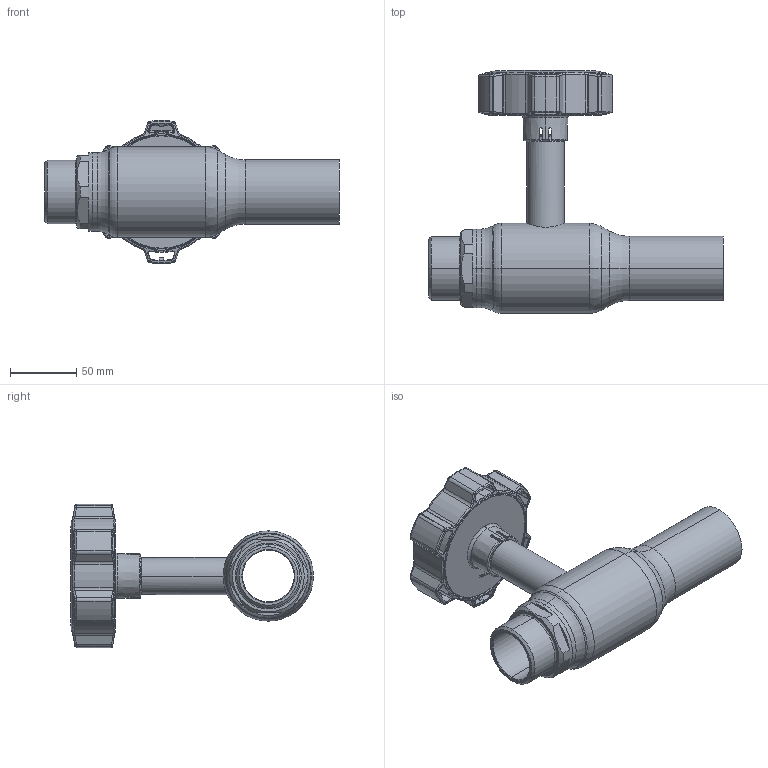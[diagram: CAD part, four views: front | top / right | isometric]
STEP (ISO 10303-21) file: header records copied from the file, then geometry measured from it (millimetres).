
FILE_DESCRIPTION (( 'STEP AP214' ), '1' );
FILE_NAME ('1040003701-2201.step', '2023-09-15T09:44:07', ( '' ), ( '' ), 'SwSTEP 2.0', 'SolidWorks 2021', '' );
FILE_SCHEMA (( 'AUTOMOTIVE_DESIGN' ));
Length unit declared in the file: millimetre
Products named in the file (1): 1040003701-2201
Bounding box: 222 x 183.05 x 107.98 mm (x, y, z)
Surface area: 105216.6 mm2 (no closed solid volume)
Topology: 0 solids, 8 shells, 509 faces, 1464 edges, 934 vertices
Faces by surface type: bspline 155, cylinder 116, plane 114, torus 69, cone 49, sphere 6
Entity records: 30160 total; most frequent: CARTESIAN_POINT 12710, ORIENTED_EDGE 2604, DIRECTION 2105, EDGE_CURVE 1464, VERTEX_POINT 934, AXIS2_PLACEMENT_3D 819, EDGE_LOOP 537, UNCERTAINTY_MEASURE_WITH_UNIT 511
